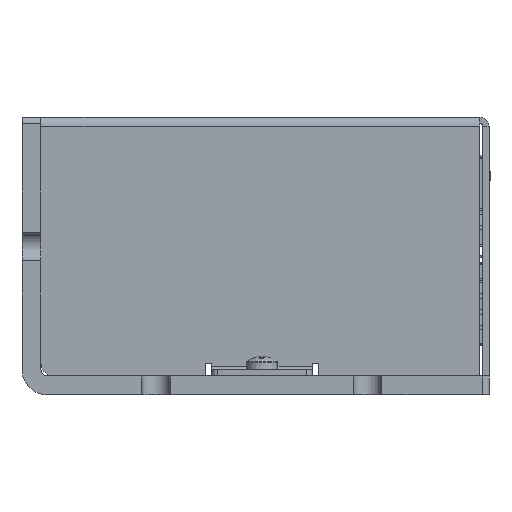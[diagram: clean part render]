
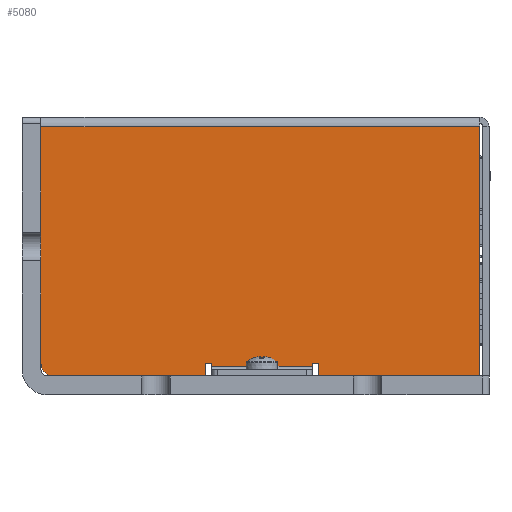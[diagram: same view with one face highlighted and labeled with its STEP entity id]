
A CAD part, left-side view. The second image highlights one B-rep face of the part: STEP entity #5080.
In plain terms, the highlighted planar face has unit normal (-1, 0, 0).
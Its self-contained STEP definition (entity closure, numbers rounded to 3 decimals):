
#4941=CARTESIAN_POINT('',(0.,69.0,-40.));
#4942=VERTEX_POINT('',#4941);
#4943=CARTESIAN_POINT('',(0.,71.0,-38.0));
#4944=VERTEX_POINT('',#4943);
#4945=CARTESIAN_POINT('',(0.,69.0,-38.0));
#4946=DIRECTION('',(1.0,0.,0.));
#4947=DIRECTION('',(0.,0.707,-0.707));
#4948=AXIS2_PLACEMENT_3D('',#4945,#4946,#4947);
#4949=CIRCLE('',#4948,2.0);
#4950=EDGE_CURVE('',#4942,#4944,#4949,.T.);
#4978=CARTESIAN_POINT('',(0.,36.25,-19.512));
#4979=DIRECTION('',(-1.0,0.0,0.0));
#4980=DIRECTION('',(0.0,0.0,1.0));
#4981=AXIS2_PLACEMENT_3D('',#4978,#4979,#4980);
#4982=PLANE('',#4981);
#4983=ORIENTED_EDGE('',*,*,#4950,.F.);
#4984=CARTESIAN_POINT('',(0.,45.,-40.));
#4985=VERTEX_POINT('',#4984);
#4986=CARTESIAN_POINT('',(0.,45.,-40.0));
#4987=DIRECTION('',(0.0,1.0,0.0));
#4988=VECTOR('',#4987,24.);
#4989=LINE('',#4986,#4988);
#4990=EDGE_CURVE('',#4985,#4942,#4989,.T.);
#4991=ORIENTED_EDGE('',*,*,#4990,.F.);
#4992=CARTESIAN_POINT('',(0.,45.,-38.0));
#4993=VERTEX_POINT('',#4992);
#4994=CARTESIAN_POINT('',(0.,45.,-40.0));
#4995=DIRECTION('',(0.0,0.0,1.0));
#4996=VECTOR('',#4995,2.0);
#4997=LINE('',#4994,#4996);
#4998=EDGE_CURVE('',#4985,#4993,#4997,.T.);
#4999=ORIENTED_EDGE('',*,*,#4998,.T.);
#5000=CARTESIAN_POINT('',(0.,44.,-38.0));
#5001=VERTEX_POINT('',#5000);
#5002=CARTESIAN_POINT('',(0.,45.,-38.0));
#5003=DIRECTION('',(0.0,-1.0,0.0));
#5004=VECTOR('',#5003,1.);
#5005=LINE('',#5002,#5004);
#5006=EDGE_CURVE('',#4993,#5001,#5005,.T.);
#5007=ORIENTED_EDGE('',*,*,#5006,.T.);
#5008=CARTESIAN_POINT('',(0.,44.,-38.5));
#5009=VERTEX_POINT('',#5008);
#5010=CARTESIAN_POINT('',(0.,44.,-38.0));
#5011=DIRECTION('',(0.0,0.0,-1.0));
#5012=VECTOR('',#5011,0.5);
#5013=LINE('',#5010,#5012);
#5014=EDGE_CURVE('',#5001,#5009,#5013,.T.);
#5015=ORIENTED_EDGE('',*,*,#5014,.T.);
#5016=CARTESIAN_POINT('',(0.,28.,-38.5));
#5017=VERTEX_POINT('',#5016);
#5018=CARTESIAN_POINT('',(0.,44.,-38.5));
#5019=DIRECTION('',(0.0,-1.0,0.0));
#5020=VECTOR('',#5019,16.);
#5021=LINE('',#5018,#5020);
#5022=EDGE_CURVE('',#5009,#5017,#5021,.T.);
#5023=ORIENTED_EDGE('',*,*,#5022,.T.);
#5024=CARTESIAN_POINT('',(0.,28.,-38.0));
#5025=VERTEX_POINT('',#5024);
#5026=CARTESIAN_POINT('',(0.,28.,-38.5));
#5027=DIRECTION('',(0.0,0.0,1.0));
#5028=VECTOR('',#5027,0.5);
#5029=LINE('',#5026,#5028);
#5030=EDGE_CURVE('',#5017,#5025,#5029,.T.);
#5031=ORIENTED_EDGE('',*,*,#5030,.T.);
#5032=CARTESIAN_POINT('',(0.,27.,-38.0));
#5033=VERTEX_POINT('',#5032);
#5034=CARTESIAN_POINT('',(0.,28.,-38.0));
#5035=DIRECTION('',(0.0,-1.0,0.0));
#5036=VECTOR('',#5035,1.0);
#5037=LINE('',#5034,#5036);
#5038=EDGE_CURVE('',#5025,#5033,#5037,.T.);
#5039=ORIENTED_EDGE('',*,*,#5038,.T.);
#5040=CARTESIAN_POINT('',(0.,27.,-40.));
#5041=VERTEX_POINT('',#5040);
#5042=CARTESIAN_POINT('',(0.,27.,-38.0));
#5043=DIRECTION('',(0.0,0.0,-1.0));
#5044=VECTOR('',#5043,2.);
#5045=LINE('',#5042,#5044);
#5046=EDGE_CURVE('',#5033,#5041,#5045,.T.);
#5047=ORIENTED_EDGE('',*,*,#5046,.T.);
#5048=CARTESIAN_POINT('',(0.,1.5,-40.));
#5049=VERTEX_POINT('',#5048);
#5050=CARTESIAN_POINT('',(0.,1.5,-40.));
#5051=DIRECTION('',(0.0,1.0,0.0));
#5052=VECTOR('',#5051,25.5);
#5053=LINE('',#5050,#5052);
#5054=EDGE_CURVE('',#5049,#5041,#5053,.T.);
#5055=ORIENTED_EDGE('',*,*,#5054,.F.);
#5056=CARTESIAN_POINT('',(0.,1.5,-0.5));
#5057=VERTEX_POINT('',#5056);
#5058=CARTESIAN_POINT('',(0.,1.5,-0.5));
#5059=DIRECTION('',(0.0,0.0,-1.0));
#5060=VECTOR('',#5059,39.5);
#5061=LINE('',#5058,#5060);
#5062=EDGE_CURVE('',#5057,#5049,#5061,.T.);
#5063=ORIENTED_EDGE('',*,*,#5062,.F.);
#5064=CARTESIAN_POINT('',(0.,71.0,-0.5));
#5065=VERTEX_POINT('',#5064);
#5066=CARTESIAN_POINT('',(0.,1.5,-0.5));
#5067=DIRECTION('',(0.0,1.0,0.0));
#5068=VECTOR('',#5067,69.5);
#5069=LINE('',#5066,#5068);
#5070=EDGE_CURVE('',#5057,#5065,#5069,.T.);
#5071=ORIENTED_EDGE('',*,*,#5070,.T.);
#5072=CARTESIAN_POINT('',(0.,71.,-38.0));
#5073=DIRECTION('',(0.0,0.0,1.0));
#5074=VECTOR('',#5073,37.5);
#5075=LINE('',#5072,#5074);
#5076=EDGE_CURVE('',#4944,#5065,#5075,.T.);
#5077=ORIENTED_EDGE('',*,*,#5076,.F.);
#5078=EDGE_LOOP('',(#4983,#4991,#4999,#5007,#5015,#5023,#5031,#5039,#5047,#5055,#5063,#5071,#5077));
#5079=FACE_OUTER_BOUND('',#5078,.T.);
#5080=ADVANCED_FACE('',(#5079),#4982,.T.);
